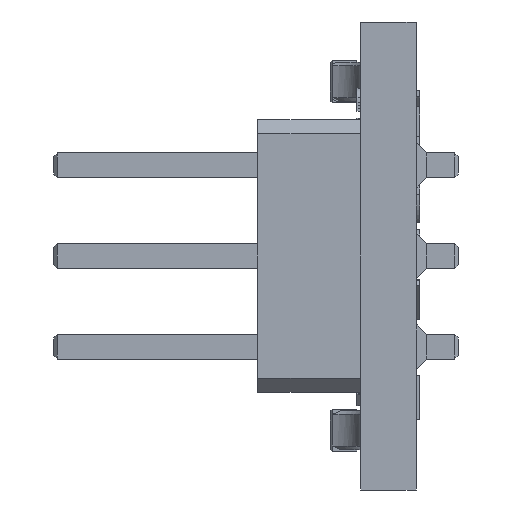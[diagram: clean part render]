
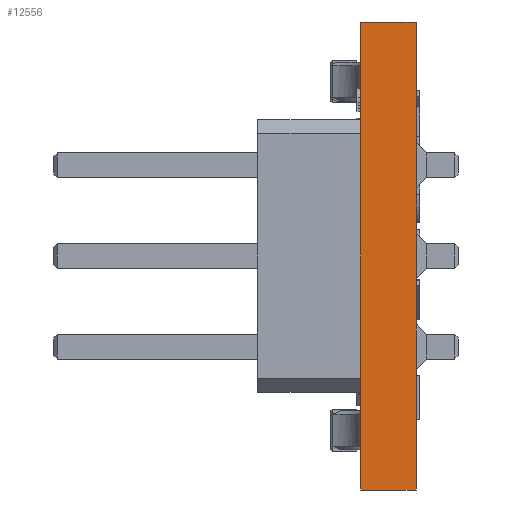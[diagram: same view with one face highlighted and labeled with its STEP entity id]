
A CAD part, left-side view. The second image highlights one B-rep face of the part: STEP entity #12556.
In plain terms, the highlighted planar face has unit normal (-1, 0, 0).
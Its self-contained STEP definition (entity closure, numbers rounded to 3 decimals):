
#842 = LINE ( 'NONE', #26626, #14840 ) ;
#2255 = ORIENTED_EDGE ( 'NONE', *, *, #25348, .T. ) ;
#2368 = EDGE_CURVE ( 'NONE', #5492, #18765, #842, .T. ) ;
#2602 = CARTESIAN_POINT ( 'NONE',  ( -15.595, 1.58, 6.65 ) ) ;
#2888 = PLANE ( 'NONE',  #12706 ) ;
#3202 = CARTESIAN_POINT ( 'NONE',  ( -15.595, 1.58, 6.65 ) ) ;
#3866 = VECTOR ( 'NONE', #21043, 1000. ) ;
#4219 = CARTESIAN_POINT ( 'NONE',  ( -15.595, 1.58, -6.65 ) ) ;
#4235 = CARTESIAN_POINT ( 'NONE',  ( -15.595, 0., 0. ) ) ;
#4939 = CARTESIAN_POINT ( 'NONE',  ( -15.595, 0., -6.65 ) ) ;
#5492 = VERTEX_POINT ( 'NONE', #12841 ) ;
#5513 = EDGE_CURVE ( 'NONE', #18765, #6289, #17848, .T. ) ;
#6251 = LINE ( 'NONE', #4219, #33465 ) ;
#6289 = VERTEX_POINT ( 'NONE', #12929 ) ;
#6861 = DIRECTION ( 'NONE',  ( 0., 1., 0. ) ) ;
#8892 = ORIENTED_EDGE ( 'NONE', *, *, #15151, .F. ) ;
#10830 = DIRECTION ( 'NONE',  ( 0., 0., -1. ) ) ;
#10838 = DIRECTION ( 'NONE',  ( 0., 0., 1. ) ) ;
#11675 = FACE_OUTER_BOUND ( 'NONE', #33917, .T. ) ;
#12184 = DIRECTION ( 'NONE',  ( 0., 0., 1. ) ) ;
#12556 = ADVANCED_FACE ( 'NONE', ( #11675 ), #2888, .F. ) ;
#12706 = AXIS2_PLACEMENT_3D ( 'NONE', #23981, #26618, #10830 ) ;
#12841 = CARTESIAN_POINT ( 'NONE',  ( -15.595, 1.58, -6.65 ) ) ;
#12929 = CARTESIAN_POINT ( 'NONE',  ( -15.595, 0., 6.65 ) ) ;
#14840 = VECTOR ( 'NONE', #10838, 1000. ) ;
#15151 = EDGE_CURVE ( 'NONE', #29641, #5492, #6251, .T. ) ;
#17848 = LINE ( 'NONE', #2602, #3866 ) ;
#18765 = VERTEX_POINT ( 'NONE', #3202 ) ;
#21043 = DIRECTION ( 'NONE',  ( 0., -1., 0. ) ) ;
#22048 = ORIENTED_EDGE ( 'NONE', *, *, #2368, .F. ) ;
#23981 = CARTESIAN_POINT ( 'NONE',  ( -15.595, 1.58, -6.65 ) ) ;
#25348 = EDGE_CURVE ( 'NONE', #29641, #6289, #30357, .T. ) ;
#26618 = DIRECTION ( 'NONE',  ( 1., 0., 0. ) ) ;
#26626 = CARTESIAN_POINT ( 'NONE',  ( -15.595, 1.58, 0. ) ) ;
#26877 = ORIENTED_EDGE ( 'NONE', *, *, #5513, .F. ) ;
#29542 = VECTOR ( 'NONE', #12184, 1000. ) ;
#29641 = VERTEX_POINT ( 'NONE', #4939 ) ;
#30357 = LINE ( 'NONE', #4235, #29542 ) ;
#33465 = VECTOR ( 'NONE', #6861, 1000. ) ;
#33917 = EDGE_LOOP ( 'NONE', ( #26877, #22048, #8892, #2255 ) ) ;
